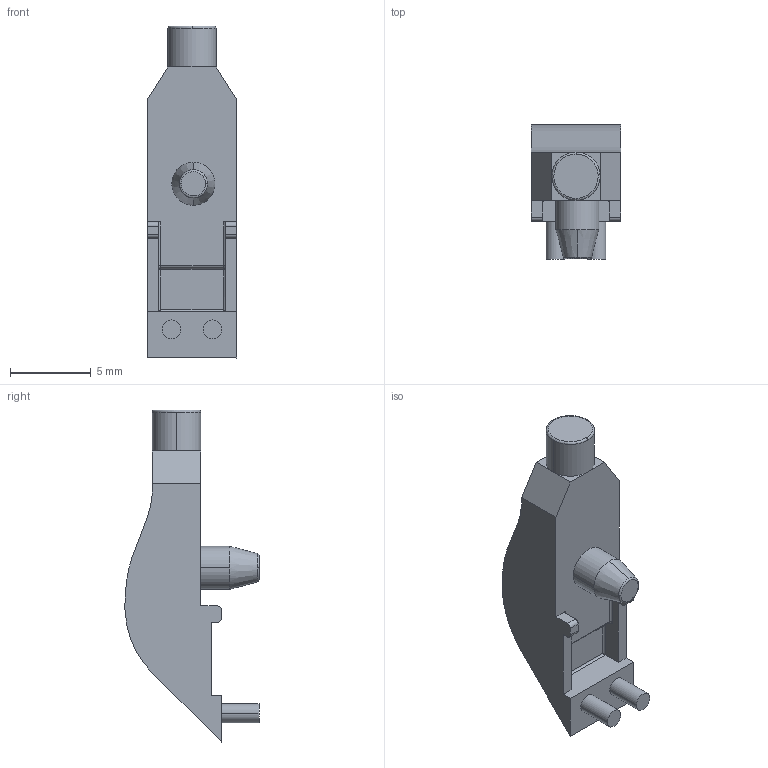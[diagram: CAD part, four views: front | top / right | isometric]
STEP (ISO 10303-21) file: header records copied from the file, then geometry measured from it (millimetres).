
FILE_DESCRIPTION (( 'STEP AP214' ), '1' );
FILE_NAME ('SLP-1-3.STEP', '2016-03-14T04:32:51', ( '' ), ( '' ), 'SwSTEP 2.0', 'SolidWorks 2015', '' );
FILE_SCHEMA (( 'AUTOMOTIVE_DESIGN' ));
Length unit declared in the file: millimetre
Products named in the file (2): SLP-1-3
Assembly tree (1 placements, depth 2):
  SLP-1-3
    SLP-1-3
Bounding box: 5.54 x 8.31 x 20.57 mm (x, y, z)
Volume: 365.2 mm3; surface area: 437.7 mm2
Topology: 1 solids, 1 shells, 63 faces, 158 edges, 98 vertices
Faces by surface type: plane 30, cylinder 22, bspline 9, cone 2
Entity records: 2089 total; most frequent: CARTESIAN_POINT 560, ORIENTED_EDGE 312, DIRECTION 308, EDGE_CURVE 156, AXIS2_PLACEMENT_3D 108, VERTEX_POINT 98, LINE 92, VECTOR 92
